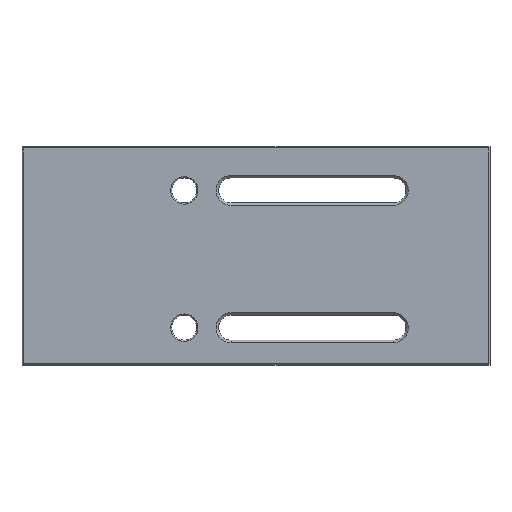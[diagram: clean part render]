
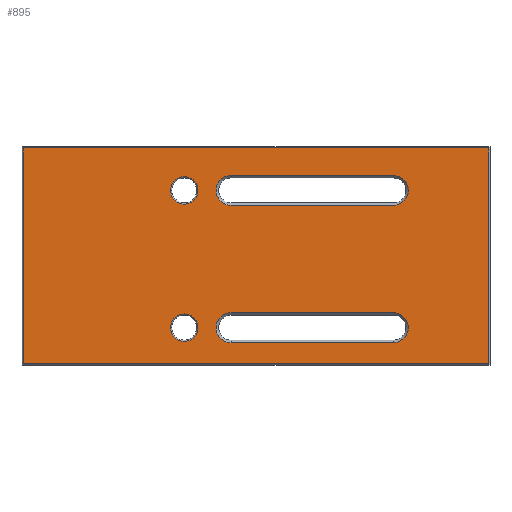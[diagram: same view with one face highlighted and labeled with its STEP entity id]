
A CAD part, top view. The second image highlights one B-rep face of the part: STEP entity #895.
In plain terms, the highlighted planar face has unit normal (0, 0, 1).
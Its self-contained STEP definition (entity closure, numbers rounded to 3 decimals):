
#23=FACE_BOUND('',#154,.T.);
#24=FACE_BOUND('',#155,.T.);
#25=FACE_BOUND('',#156,.T.);
#26=FACE_BOUND('',#157,.T.);
#53=CIRCLE('',#957,2.4);
#55=CIRCLE('',#961,2.4);
#58=CIRCLE('',#967,2.4);
#59=CIRCLE('',#968,2.4);
#60=CIRCLE('',#969,2.2);
#61=CIRCLE('',#970,2.2);
#101=FACE_OUTER_BOUND('',#153,.T.);
#153=EDGE_LOOP('',(#621,#622,#623,#624));
#154=EDGE_LOOP('',(#625,#626,#627,#628));
#155=EDGE_LOOP('',(#629));
#156=EDGE_LOOP('',(#630));
#157=EDGE_LOOP('',(#631,#632,#633,#634));
#216=LINE('',#1337,#302);
#222=LINE('',#1352,#308);
#227=LINE('',#1369,#313);
#228=LINE('',#1371,#314);
#229=LINE('',#1373,#315);
#230=LINE('',#1374,#316);
#231=LINE('',#1377,#317);
#232=LINE('',#1381,#318);
#302=VECTOR('',#1056,10.);
#308=VECTOR('',#1070,10.);
#313=VECTOR('',#1089,10.);
#314=VECTOR('',#1090,10.);
#315=VECTOR('',#1091,10.);
#316=VECTOR('',#1092,10.);
#317=VECTOR('',#1093,10.);
#318=VECTOR('',#1096,10.);
#388=VERTEX_POINT('',#1334);
#389=VERTEX_POINT('',#1336);
#392=VERTEX_POINT('',#1343);
#394=VERTEX_POINT('',#1350);
#398=VERTEX_POINT('',#1367);
#399=VERTEX_POINT('',#1368);
#400=VERTEX_POINT('',#1370);
#401=VERTEX_POINT('',#1372);
#402=VERTEX_POINT('',#1375);
#403=VERTEX_POINT('',#1376);
#404=VERTEX_POINT('',#1378);
#405=VERTEX_POINT('',#1380);
#406=VERTEX_POINT('',#1383);
#407=VERTEX_POINT('',#1385);
#468=EDGE_CURVE('',#388,#389,#216,.T.);
#472=EDGE_CURVE('',#392,#388,#53,.T.);
#476=EDGE_CURVE('',#394,#392,#222,.T.);
#477=EDGE_CURVE('',#389,#394,#55,.T.);
#484=EDGE_CURVE('',#398,#399,#227,.T.);
#485=EDGE_CURVE('',#400,#398,#228,.T.);
#486=EDGE_CURVE('',#401,#400,#229,.T.);
#487=EDGE_CURVE('',#399,#401,#230,.T.);
#488=EDGE_CURVE('',#402,#403,#231,.T.);
#489=EDGE_CURVE('',#404,#402,#58,.T.);
#490=EDGE_CURVE('',#405,#404,#232,.T.);
#491=EDGE_CURVE('',#403,#405,#59,.T.);
#492=EDGE_CURVE('',#406,#406,#60,.T.);
#493=EDGE_CURVE('',#407,#407,#61,.T.);
#621=ORIENTED_EDGE('',*,*,#484,.F.);
#622=ORIENTED_EDGE('',*,*,#485,.F.);
#623=ORIENTED_EDGE('',*,*,#486,.F.);
#624=ORIENTED_EDGE('',*,*,#487,.F.);
#625=ORIENTED_EDGE('',*,*,#488,.F.);
#626=ORIENTED_EDGE('',*,*,#489,.F.);
#627=ORIENTED_EDGE('',*,*,#490,.F.);
#628=ORIENTED_EDGE('',*,*,#491,.F.);
#629=ORIENTED_EDGE('',*,*,#492,.F.);
#630=ORIENTED_EDGE('',*,*,#493,.F.);
#631=ORIENTED_EDGE('',*,*,#468,.F.);
#632=ORIENTED_EDGE('',*,*,#472,.F.);
#633=ORIENTED_EDGE('',*,*,#476,.F.);
#634=ORIENTED_EDGE('',*,*,#477,.F.);
#860=PLANE('',#966);
#895=ADVANCED_FACE('',(#101,#23,#24,#25,#26),#860,.T.);
#957=AXIS2_PLACEMENT_3D('',#1345,#1062,#1063);
#961=AXIS2_PLACEMENT_3D('',#1354,#1073,#1074);
#966=AXIS2_PLACEMENT_3D('',#1366,#1087,#1088);
#967=AXIS2_PLACEMENT_3D('',#1379,#1094,#1095);
#968=AXIS2_PLACEMENT_3D('',#1382,#1097,#1098);
#969=AXIS2_PLACEMENT_3D('',#1384,#1099,#1100);
#970=AXIS2_PLACEMENT_3D('',#1386,#1101,#1102);
#1056=DIRECTION('',(-1.,0.,0.));
#1062=DIRECTION('center_axis',(0.,0.,1.));
#1063=DIRECTION('ref_axis',(0.,-1.,0.));
#1070=DIRECTION('',(1.,0.,0.));
#1073=DIRECTION('center_axis',(0.,0.,1.));
#1074=DIRECTION('ref_axis',(0.,-1.,0.));
#1087=DIRECTION('center_axis',(0.,0.,1.));
#1088=DIRECTION('ref_axis',(1.,0.,0.));
#1089=DIRECTION('',(-1.,0.,0.));
#1090=DIRECTION('',(0.,-1.,0.));
#1091=DIRECTION('',(1.,0.,0.));
#1092=DIRECTION('',(0.,1.,0.));
#1093=DIRECTION('',(-1.,0.,0.));
#1094=DIRECTION('center_axis',(0.,0.,1.));
#1095=DIRECTION('ref_axis',(0.,-1.,0.));
#1096=DIRECTION('',(1.,0.,0.));
#1097=DIRECTION('center_axis',(0.,0.,1.));
#1098=DIRECTION('ref_axis',(0.,-1.,0.));
#1099=DIRECTION('center_axis',(0.,0.,1.));
#1100=DIRECTION('ref_axis',(0.,1.,0.));
#1101=DIRECTION('center_axis',(0.,0.,1.));
#1102=DIRECTION('ref_axis',(0.,1.,0.));
#1334=CARTESIAN_POINT('',(62.5,299.4,-15.096));
#1336=CARTESIAN_POINT('',(36.5,299.4,-15.096));
#1337=CARTESIAN_POINT('',(-59.55,299.4,-15.096));
#1343=CARTESIAN_POINT('',(62.5,294.6,-15.096));
#1345=CARTESIAN_POINT('Origin',(62.5,297.,-15.096));
#1350=CARTESIAN_POINT('',(36.5,294.6,-15.096));
#1352=CARTESIAN_POINT('',(-59.55,294.6,-15.096));
#1354=CARTESIAN_POINT('Origin',(36.5,297.,-15.096));
#1366=CARTESIAN_POINT('Origin',(-162.,11.,-15.096));
#1367=CARTESIAN_POINT('',(77.8,291.2,-15.096));
#1368=CARTESIAN_POINT('',(3.2,291.2,-15.096));
#1369=CARTESIAN_POINT('',(56.5,291.2,-15.096));
#1370=CARTESIAN_POINT('',(77.8,325.8,-15.096));
#1371=CARTESIAN_POINT('',(77.8,151.,-15.096));
#1372=CARTESIAN_POINT('',(3.2,325.8,-15.096));
#1373=CARTESIAN_POINT('',(-98.5,325.8,-15.096));
#1374=CARTESIAN_POINT('',(3.2,151.,-15.096));
#1375=CARTESIAN_POINT('',(62.5,321.4,-15.096));
#1376=CARTESIAN_POINT('',(36.5,321.4,-15.096));
#1377=CARTESIAN_POINT('',(-59.55,321.4,-15.096));
#1378=CARTESIAN_POINT('',(62.5,316.6,-15.096));
#1379=CARTESIAN_POINT('Origin',(62.5,319.,-15.096));
#1380=CARTESIAN_POINT('',(36.5,316.6,-15.096));
#1381=CARTESIAN_POINT('',(-59.55,316.6,-15.096));
#1382=CARTESIAN_POINT('Origin',(36.5,319.,-15.096));
#1383=CARTESIAN_POINT('',(29.,294.8,-15.096));
#1384=CARTESIAN_POINT('Origin',(29.,297.,-15.096));
#1385=CARTESIAN_POINT('',(29.,316.8,-15.096));
#1386=CARTESIAN_POINT('Origin',(29.,319.,-15.096));
